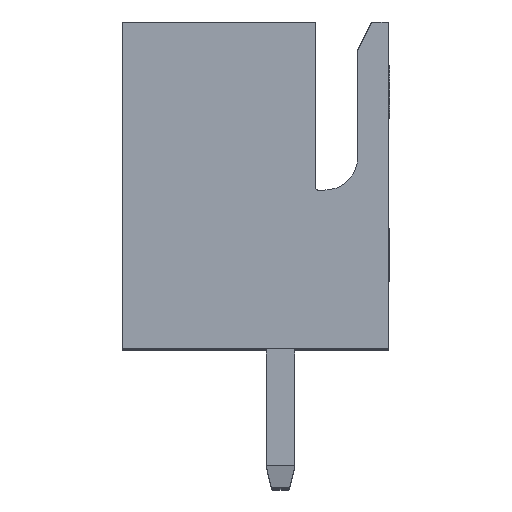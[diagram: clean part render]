
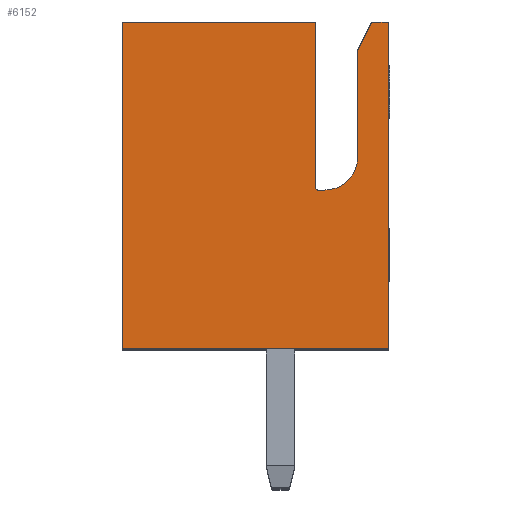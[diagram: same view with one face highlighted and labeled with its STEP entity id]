
A CAD part, top view. The second image highlights one B-rep face of the part: STEP entity #6152.
In plain terms, the highlighted planar face has unit normal (0, 0, 1).
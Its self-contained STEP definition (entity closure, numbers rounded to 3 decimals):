
#218=LINE('',#10567,#847);
#226=LINE('',#10582,#855);
#246=LINE('',#10638,#875);
#447=LINE('',#11456,#1076);
#451=LINE('',#11474,#1080);
#456=LINE('',#11483,#1085);
#664=LINE('',#11910,#1293);
#670=LINE('',#11926,#1299);
#671=LINE('',#11927,#1300);
#847=VECTOR('',#6812,10.);
#855=VECTOR('',#6822,10.);
#875=VECTOR('',#6868,10.);
#1076=VECTOR('',#7285,10.);
#1080=VECTOR('',#7305,10.);
#1085=VECTOR('',#7316,10.);
#1293=VECTOR('',#7728,10.);
#1299=VECTOR('',#7742,10.);
#1300=VECTOR('',#7743,10.);
#1564=PLANE('',#6532);
#1896=FACE_OUTER_BOUND('',#2238,.T.);
#2238=EDGE_LOOP('',(#5150,#5151,#5152,#5153,#5154,#5155,#5156,#5157,#5158,
#5159,#5160));
#2333=CIRCLE('',#6422,0.05);
#2340=CIRCLE('',#6533,0.7);
#2594=VERTEX_POINT('',#10564);
#2595=VERTEX_POINT('',#10566);
#2601=VERTEX_POINT('',#10580);
#2623=VERTEX_POINT('',#10635);
#2624=VERTEX_POINT('',#10637);
#2792=VERTEX_POINT('',#11453);
#2793=VERTEX_POINT('',#11455);
#2797=VERTEX_POINT('',#11467);
#2799=VERTEX_POINT('',#11473);
#2917=VERTEX_POINT('',#11908);
#2923=VERTEX_POINT('',#11925);
#3175=EDGE_CURVE('',#2595,#2594,#218,.T.);
#3183=EDGE_CURVE('',#2601,#2594,#226,.T.);
#3210=EDGE_CURVE('',#2624,#2623,#246,.T.);
#3473=EDGE_CURVE('',#2793,#2792,#447,.T.);
#3479=EDGE_CURVE('',#2595,#2797,#2333,.T.);
#3482=EDGE_CURVE('',#2799,#2797,#451,.T.);
#3487=EDGE_CURVE('',#2793,#2623,#456,.T.);
#3698=EDGE_CURVE('',#2792,#2917,#664,.T.);
#3706=EDGE_CURVE('',#2917,#2799,#2340,.T.);
#3707=EDGE_CURVE('',#2923,#2601,#670,.T.);
#3708=EDGE_CURVE('',#2923,#2624,#671,.T.);
#5150=ORIENTED_EDGE('',*,*,#3473,.T.);
#5151=ORIENTED_EDGE('',*,*,#3698,.T.);
#5152=ORIENTED_EDGE('',*,*,#3706,.T.);
#5153=ORIENTED_EDGE('',*,*,#3482,.T.);
#5154=ORIENTED_EDGE('',*,*,#3479,.F.);
#5155=ORIENTED_EDGE('',*,*,#3175,.T.);
#5156=ORIENTED_EDGE('',*,*,#3183,.F.);
#5157=ORIENTED_EDGE('',*,*,#3707,.F.);
#5158=ORIENTED_EDGE('',*,*,#3708,.T.);
#5159=ORIENTED_EDGE('',*,*,#3210,.T.);
#5160=ORIENTED_EDGE('',*,*,#3487,.F.);
#6152=ADVANCED_FACE('',(#1896),#1564,.T.);
#6422=AXIS2_PLACEMENT_3D('',#11468,#7298,#7299);
#6532=AXIS2_PLACEMENT_3D('',#11923,#7738,#7739);
#6533=AXIS2_PLACEMENT_3D('',#11924,#7740,#7741);
#6812=DIRECTION('',(0.,1.,0.));
#6822=DIRECTION('',(1.,0.,0.));
#6868=DIRECTION('',(0.,1.,0.));
#7285=DIRECTION('',(-0.447,-0.894,0.));
#7298=DIRECTION('center_axis',(0.,0.,1.));
#7299=DIRECTION('ref_axis',(-0.707,-0.707,0.));
#7305=DIRECTION('',(-1.,0.,0.));
#7316=DIRECTION('',(1.,0.,0.));
#7728=DIRECTION('',(0.,-1.,0.));
#7738=DIRECTION('center_axis',(0.,0.,1.));
#7739=DIRECTION('ref_axis',(1.,0.,0.));
#7740=DIRECTION('center_axis',(0.,0.,-1.));
#7741=DIRECTION('ref_axis',(0.,-1.,0.));
#7742=DIRECTION('',(0.,1.,0.));
#7743=DIRECTION('',(1.,0.,0.));
#10564=CARTESIAN_POINT('',(1.29,7.,8.98));
#10566=CARTESIAN_POINT('',(1.29,3.45,8.98));
#10567=CARTESIAN_POINT('',(1.29,1.7,8.98));
#10580=CARTESIAN_POINT('',(-2.85,7.,8.98));
#10582=CARTESIAN_POINT('',(-2.85,7.,8.98));
#10635=CARTESIAN_POINT('',(2.85,7.,8.98));
#10637=CARTESIAN_POINT('',(2.85,0.,8.98));
#10638=CARTESIAN_POINT('',(2.85,0.,8.98));
#11453=CARTESIAN_POINT('',(2.19,6.4,8.98));
#11455=CARTESIAN_POINT('',(2.49,7.,8.98));
#11456=CARTESIAN_POINT('',(0.556,3.132,8.98));
#11467=CARTESIAN_POINT('',(1.34,3.4,8.98));
#11468=CARTESIAN_POINT('Origin',(1.34,3.45,8.98));
#11473=CARTESIAN_POINT('',(1.49,3.4,8.98));
#11474=CARTESIAN_POINT('',(-0.68,3.4,8.98));
#11483=CARTESIAN_POINT('',(-2.85,7.,8.98));
#11908=CARTESIAN_POINT('',(2.19,4.1,8.98));
#11910=CARTESIAN_POINT('',(2.19,3.5,8.98));
#11923=CARTESIAN_POINT('Origin',(-2.85,0.,8.98));
#11924=CARTESIAN_POINT('Origin',(1.49,4.1,8.98));
#11925=CARTESIAN_POINT('',(-2.85,0.,8.98));
#11926=CARTESIAN_POINT('',(-2.85,0.,8.98));
#11927=CARTESIAN_POINT('',(-2.85,0.,8.98));
